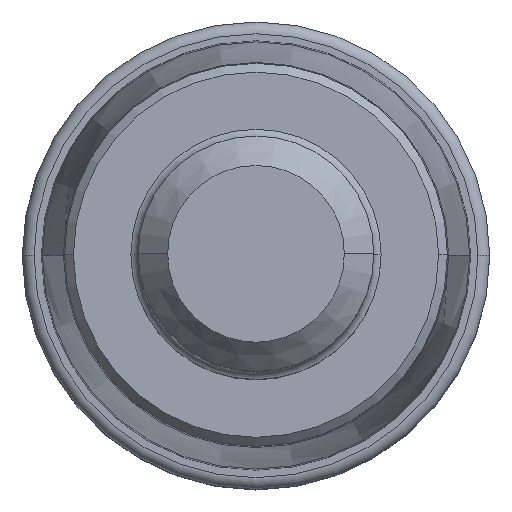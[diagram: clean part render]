
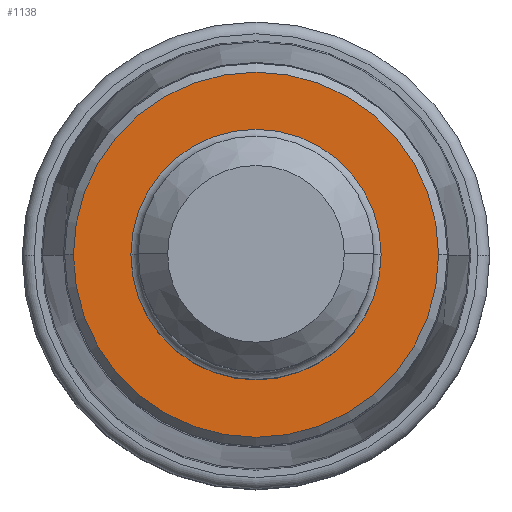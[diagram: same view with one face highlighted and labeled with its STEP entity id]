
A CAD part, top view. The second image highlights one B-rep face of the part: STEP entity #1138.
In plain terms, the highlighted planar face has unit normal (0, 0, 1).
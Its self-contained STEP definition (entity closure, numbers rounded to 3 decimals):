
#1003=PLANE('',#3500);
#1009=FACE_BOUND('',#1425,.T.);
#1010=FACE_BOUND('',#1426,.T.);
#1138=ADVANCED_FACE('',(#1009,#1010),#1003,.F.);
#1425=EDGE_LOOP('',(#1946,#1947));
#1426=EDGE_LOOP('',(#1948,#1949));
#1946=ORIENTED_EDGE('',*,*,#2422,.T.);
#1947=ORIENTED_EDGE('',*,*,#2425,.T.);
#1948=ORIENTED_EDGE('',*,*,#2426,.T.);
#1949=ORIENTED_EDGE('',*,*,#2427,.T.);
#2154=VERTEX_POINT('',#5992);
#2155=VERTEX_POINT('',#5993);
#2156=VERTEX_POINT('',#6000);
#2157=VERTEX_POINT('',#6001);
#2422=EDGE_CURVE('',#2154,#2155,#2790,.T.);
#2425=EDGE_CURVE('',#2155,#2154,#2791,.T.);
#2426=EDGE_CURVE('',#2156,#2157,#2792,.T.);
#2427=EDGE_CURVE('',#2157,#2156,#2793,.T.);
#2790=CIRCLE('',#3494,6.2);
#2791=CIRCLE('',#3496,6.2);
#2792=CIRCLE('',#3498,4.25);
#2793=CIRCLE('',#3499,4.25);
#3494=AXIS2_PLACEMENT_3D('',#5991,#4064,#4065);
#3496=AXIS2_PLACEMENT_3D('',#5997,#4070,#4071);
#3498=AXIS2_PLACEMENT_3D('',#5999,#4074,#4075);
#3499=AXIS2_PLACEMENT_3D('',#6002,#4076,#4077);
#3500=AXIS2_PLACEMENT_3D('',#6003,#4078,#4079);
#4064=DIRECTION('',(0.,0.,1.));
#4065=DIRECTION('',(1.,0.,0.));
#4070=DIRECTION('',(0.,0.,1.));
#4071=DIRECTION('',(-1.,0.,0.));
#4074=DIRECTION('',(0.,0.,-1.));
#4075=DIRECTION('',(1.,0.,0.));
#4076=DIRECTION('',(0.,0.,-1.));
#4077=DIRECTION('',(-1.,0.,0.));
#4078=DIRECTION('',(0.,0.,-1.));
#4079=DIRECTION('',(1.,0.,0.));
#5991=CARTESIAN_POINT('',(0.,0.,0.));
#5992=CARTESIAN_POINT('',(6.2,0.,0.));
#5993=CARTESIAN_POINT('',(-6.2,0.,0.));
#5997=CARTESIAN_POINT('',(0.,0.,0.));
#5999=CARTESIAN_POINT('',(0.,0.,0.));
#6000=CARTESIAN_POINT('',(4.25,0.,0.));
#6001=CARTESIAN_POINT('',(-4.25,0.,0.));
#6002=CARTESIAN_POINT('',(0.,0.,0.));
#6003=CARTESIAN_POINT('',(0.,0.,0.));
